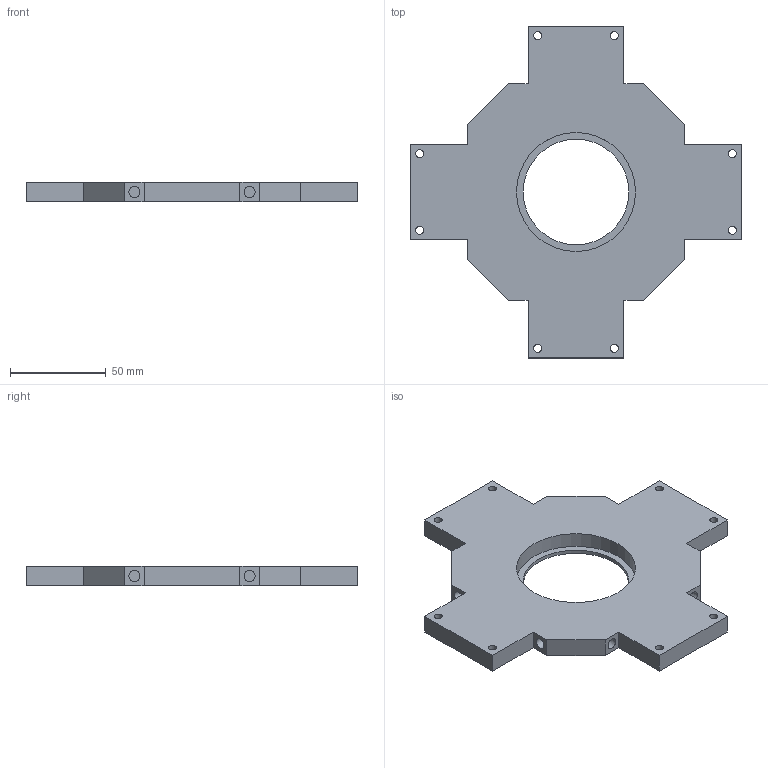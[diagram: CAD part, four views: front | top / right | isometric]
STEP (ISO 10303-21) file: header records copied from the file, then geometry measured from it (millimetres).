
FILE_DESCRIPTION(/* description */ (''),/* implementation_level */ '2;1');
FILE_NAME(/* name */ 'gearbox_base.stp',/* time_stamp */ '2023-07-24T12:40:35+08:00',/* author */ ('310611102'),/* organization */ (''),/* preprocessor_version */ 'ST-DEVELOPER v19',/* originating_system */ 'Autodesk Inventor 2023',/* authorisation */ '');
FILE_SCHEMA (('AUTOMOTIVE_DESIGN { 1 0 10303 214 3 1 1 }'));
Length unit declared in the file: millimetre
Products named in the file (1): gearbox_base
Bounding box: 173 x 173 x 10 mm (x, y, z)
Volume: 146741.5 mm3; surface area: 41257.4 mm2
Topology: 1 solids, 1 shells, 53 faces, 126 edges, 84 vertices
Faces by surface type: plane 35, cylinder 18
Full cylindrical faces by diameter (mm): 4.2 x8, 5.8 x8, 55 x1, 62 x1
Entity records: 1615 total; most frequent: DIRECTION 270, CARTESIAN_POINT 264, ORIENTED_EDGE 252, EDGE_CURVE 126, LINE 90, VECTOR 90, AXIS2_PLACEMENT_3D 90, VERTEX_POINT 84
